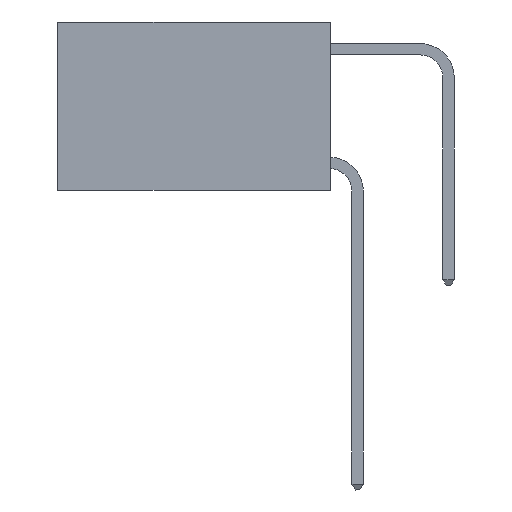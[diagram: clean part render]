
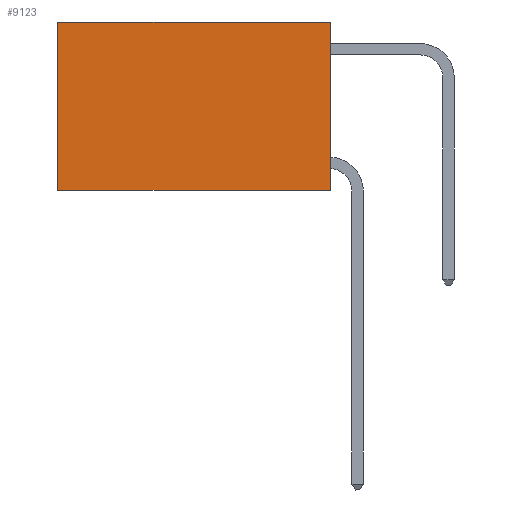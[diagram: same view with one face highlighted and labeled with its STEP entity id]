
A CAD part, left-side view. The second image highlights one B-rep face of the part: STEP entity #9123.
In plain terms, the highlighted planar face has unit normal (-1, 0, 0).
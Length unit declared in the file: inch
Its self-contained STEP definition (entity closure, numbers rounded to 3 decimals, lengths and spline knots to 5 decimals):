
#81 = DIRECTION ( 'NONE',  ( 0., 1., 0. ) ) ;
#216 = VECTOR ( 'NONE', #3380, 39.37008 ) ;
#423 = EDGE_CURVE ( 'NONE', #2302, #4016, #9314, .T. ) ;
#859 = CARTESIAN_POINT ( 'NONE',  ( 0.2625, 0.6, -0.37 ) ) ;
#1577 = DIRECTION ( 'NONE',  ( 0., 0., -1. ) ) ;
#1704 = VERTEX_POINT ( 'NONE', #859 ) ;
#1735 = ORIENTED_EDGE ( 'NONE', *, *, #4486, .F. ) ;
#1796 = EDGE_CURVE ( 'NONE', #4016, #1704, #3045, .T. ) ;
#1817 = DIRECTION ( 'NONE',  ( 1., 0., 0. ) ) ;
#2302 = VERTEX_POINT ( 'NONE', #2565 ) ;
#2328 = VECTOR ( 'NONE', #81, 39.37008 ) ;
#2534 = LINE ( 'NONE', #3490, #216 ) ;
#2565 = CARTESIAN_POINT ( 'NONE',  ( 0.2625, 0., 0. ) ) ;
#3045 = LINE ( 'NONE', #6067, #7997 ) ;
#3167 = CARTESIAN_POINT ( 'NONE',  ( 0.2625, 0.6, 0. ) ) ;
#3380 = DIRECTION ( 'NONE',  ( 0., 0., -1. ) ) ;
#3490 = CARTESIAN_POINT ( 'NONE',  ( 0.2625, 0., 0. ) ) ;
#4016 = VERTEX_POINT ( 'NONE', #3167 ) ;
#4046 = DIRECTION ( 'NONE',  ( 0., 1., 0. ) ) ;
#4486 = EDGE_CURVE ( 'NONE', #8697, #1704, #4643, .T. ) ;
#4643 = LINE ( 'NONE', #6951, #2328 ) ;
#5030 = CARTESIAN_POINT ( 'NONE',  ( 0.2625, 0., -0.37 ) ) ;
#5560 = CARTESIAN_POINT ( 'NONE',  ( 0.2625, 0., 0. ) ) ;
#5581 = EDGE_LOOP ( 'NONE', ( #8751, #1735, #5942, #8104 ) ) ;
#5942 = ORIENTED_EDGE ( 'NONE', *, *, #9093, .F. ) ;
#6067 = CARTESIAN_POINT ( 'NONE',  ( 0.2625, 0.6, 0. ) ) ;
#6234 = VECTOR ( 'NONE', #4046, 39.37008 ) ;
#6407 = DIRECTION ( 'NONE',  ( 0., 0., -1. ) ) ;
#6951 = CARTESIAN_POINT ( 'NONE',  ( 0.2625, 0., -0.37 ) ) ;
#7384 = AXIS2_PLACEMENT_3D ( 'NONE', #5560, #1817, #6407 ) ;
#7829 = CARTESIAN_POINT ( 'NONE',  ( 0.2625, 0., 0. ) ) ;
#7997 = VECTOR ( 'NONE', #1577, 39.37008 ) ;
#8000 = PLANE ( 'NONE',  #7384 ) ;
#8104 = ORIENTED_EDGE ( 'NONE', *, *, #423, .T. ) ;
#8697 = VERTEX_POINT ( 'NONE', #5030 ) ;
#8751 = ORIENTED_EDGE ( 'NONE', *, *, #1796, .T. ) ;
#9093 = EDGE_CURVE ( 'NONE', #2302, #8697, #2534, .T. ) ;
#9123 = ADVANCED_FACE ( 'NONE', ( #9545 ), #8000, .F. ) ;
#9314 = LINE ( 'NONE', #7829, #6234 ) ;
#9545 = FACE_OUTER_BOUND ( 'NONE', #5581, .T. ) ;
